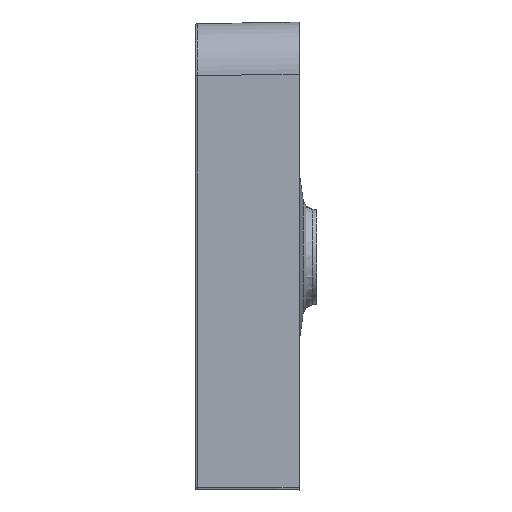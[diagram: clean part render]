
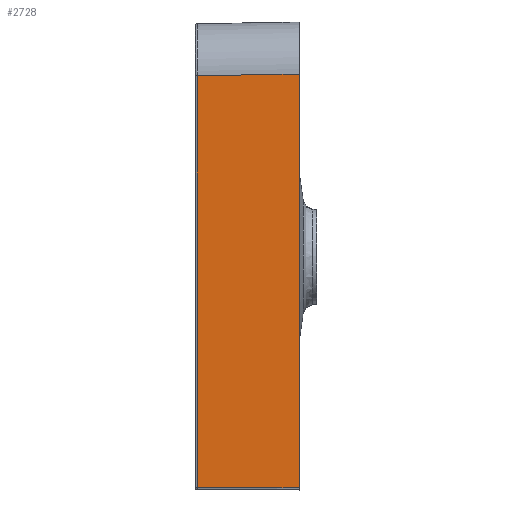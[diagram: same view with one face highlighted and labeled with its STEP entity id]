
A CAD part, left-side view. The second image highlights one B-rep face of the part: STEP entity #2728.
In plain terms, the highlighted planar face has unit normal (-1, 0.018, 0).
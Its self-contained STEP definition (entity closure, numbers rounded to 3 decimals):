
#148 = CARTESIAN_POINT ( 'NONE',  ( -498.289, -1.965, -222.043 ) ) ;
#169 = EDGE_CURVE ( 'NONE', #7251, #4067, #6096, .T. ) ;
#196 = FACE_OUTER_BOUND ( 'NONE', #1933, .T. ) ;
#246 = EDGE_CURVE ( 'NONE', #1012, #3984, #822, .T. ) ;
#317 = CARTESIAN_POINT ( 'NONE',  ( -500.001, -100., 175.793 ) ) ;
#533 = CARTESIAN_POINT ( 'NONE',  ( -500.001, -100., -222.215 ) ) ;
#725 = VECTOR ( 'NONE', #1938, 1000. ) ;
#738 = LINE ( 'NONE', #777, #6809 ) ;
#777 = CARTESIAN_POINT ( 'NONE',  ( -498.289, -1.965, 224.04 ) ) ;
#822 = LINE ( 'NONE', #7720, #932 ) ;
#932 = VECTOR ( 'NONE', #5367, 1000. ) ;
#1012 = VERTEX_POINT ( 'NONE', #148 ) ;
#1135 = CARTESIAN_POINT ( 'NONE',  ( -498.27, -0.872, 174.063 ) ) ;
#1395 = DIRECTION ( 'NONE',  ( -0.017, -1., 0. ) ) ;
#1903 = CARTESIAN_POINT ( 'NONE',  ( -498.289, -1.965, 174.082 ) ) ;
#1933 = EDGE_LOOP ( 'NONE', ( #4267, #2626, #2200, #2533 ) ) ;
#1938 = DIRECTION ( 'NONE',  ( 0., 0., -1. ) ) ;
#2200 = ORIENTED_EDGE ( 'NONE', *, *, #4581, .T. ) ;
#2367 = EDGE_CURVE ( 'NONE', #7251, #3984, #6767, .T. ) ;
#2381 = VECTOR ( 'NONE', #3683, 1000. ) ;
#2533 = ORIENTED_EDGE ( 'NONE', *, *, #246, .T. ) ;
#2626 = ORIENTED_EDGE ( 'NONE', *, *, #169, .T. ) ;
#2638 = DIRECTION ( 'NONE',  ( 0., 0., -1. ) ) ;
#2708 = PLANE ( 'NONE',  #4496 ) ;
#2728 = ADVANCED_FACE ( 'NONE', ( #196 ), #2708, .T. ) ;
#3683 = DIRECTION ( 'NONE',  ( 0.017, 1., -0.017 ) ) ;
#3984 = VERTEX_POINT ( 'NONE', #533 ) ;
#4067 = VERTEX_POINT ( 'NONE', #1903 ) ;
#4267 = ORIENTED_EDGE ( 'NONE', *, *, #2367, .F. ) ;
#4496 = AXIS2_PLACEMENT_3D ( 'NONE', #5206, #7674, #1395 ) ;
#4581 = EDGE_CURVE ( 'NONE', #4067, #1012, #738, .T. ) ;
#5206 = CARTESIAN_POINT ( 'NONE',  ( -498.255, 0., 224.04 ) ) ;
#5367 = DIRECTION ( 'NONE',  ( -0.017, -1., -0.002 ) ) ;
#6096 = LINE ( 'NONE', #1135, #2381 ) ;
#6767 = LINE ( 'NONE', #7554, #725 ) ;
#6809 = VECTOR ( 'NONE', #2638, 1000. ) ;
#7251 = VERTEX_POINT ( 'NONE', #317 ) ;
#7554 = CARTESIAN_POINT ( 'NONE',  ( -500.001, -100., 224.04 ) ) ;
#7674 = DIRECTION ( 'NONE',  ( -1., 0.017, 0. ) ) ;
#7720 = CARTESIAN_POINT ( 'NONE',  ( -498.241, 0.778, -222.039 ) ) ;
